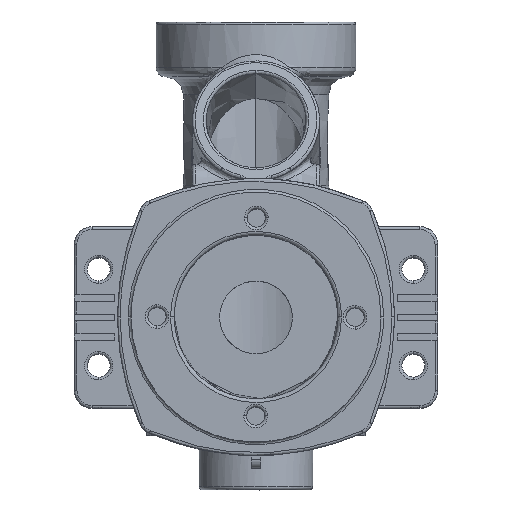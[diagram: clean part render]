
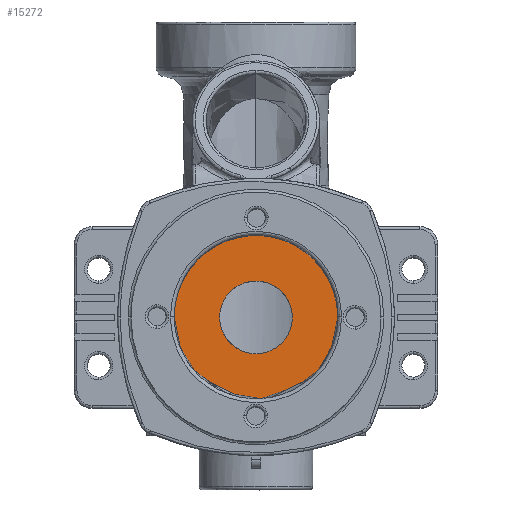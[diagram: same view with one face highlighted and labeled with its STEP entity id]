
A CAD part, top view. The second image highlights one B-rep face of the part: STEP entity #15272.
In plain terms, the highlighted free-form (B-spline) face has degree [1, 1] with [2, 2] control points.
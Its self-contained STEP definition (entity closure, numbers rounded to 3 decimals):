
#2225 = VERTEX_POINT('',#2226);
#2226 = CARTESIAN_POINT('',(-283.458,0.,425.187));
#2231 = EDGE_CURVE('',#2225,#2232,#2234,.T.);
#2232 = VERTEX_POINT('',#2233);
#2233 = CARTESIAN_POINT('',(283.458,0.,425.187));
#2234 = ( BOUNDED_CURVE() B_SPLINE_CURVE(2,(#2235,#2236,#2237,#2238,
#2239),.UNSPECIFIED.,.F.,.F.) B_SPLINE_CURVE_WITH_KNOTS((3,2,3),(0.,
1.571,3.142),.PIECEWISE_BEZIER_KNOTS.) CURVE() 
GEOMETRIC_REPRESENTATION_ITEM() RATIONAL_B_SPLINE_CURVE((1.,
0.707,1.,0.707,1.)) REPRESENTATION_ITEM('') );
#2235 = CARTESIAN_POINT('',(-283.458,0.,425.187));
#2236 = CARTESIAN_POINT('',(-283.458,-283.458,
    425.187));
#2237 = CARTESIAN_POINT('',(0.,-283.458,
    425.187));
#2238 = CARTESIAN_POINT('',(283.458,-283.458,
    425.187));
#2239 = CARTESIAN_POINT('',(283.458,0.,
    425.187));
#15253 = EDGE_CURVE('',#2232,#2225,#15254,.T.);
#15254 = ( BOUNDED_CURVE() B_SPLINE_CURVE(2,(#15255,#15256,#15257,#15258
,#15259),.UNSPECIFIED.,.F.,.F.) B_SPLINE_CURVE_WITH_KNOTS((3,2,3),(0.,
1.571,3.142),.PIECEWISE_BEZIER_KNOTS.) CURVE() 
GEOMETRIC_REPRESENTATION_ITEM() RATIONAL_B_SPLINE_CURVE((1.,
0.707,1.,0.707,1.)) REPRESENTATION_ITEM('') );
#15255 = CARTESIAN_POINT('',(283.458,0.,425.187));
#15256 = CARTESIAN_POINT('',(283.458,283.458,
    425.187));
#15257 = CARTESIAN_POINT('',(0.,283.458,
    425.187));
#15258 = CARTESIAN_POINT('',(-283.458,283.458,
    425.187));
#15259 = CARTESIAN_POINT('',(-283.458,0.,
    425.187));
#15272 = ADVANCED_FACE('',(#15273,#15277),#15299,.T.);
#15273 = FACE_BOUND('',#15274,.F.);
#15274 = EDGE_LOOP('',(#15275,#15276));
#15275 = ORIENTED_EDGE('',*,*,#2231,.F.);
#15276 = ORIENTED_EDGE('',*,*,#15253,.F.);
#15277 = FACE_BOUND('',#15278,.F.);
#15278 = EDGE_LOOP('',(#15279,#15291));
#15279 = ORIENTED_EDGE('',*,*,#15280,.T.);
#15280 = EDGE_CURVE('',#15281,#15283,#15285,.T.);
#15281 = VERTEX_POINT('',#15282);
#15282 = CARTESIAN_POINT('',(0.,-125.981,425.187));
#15283 = VERTEX_POINT('',#15284);
#15284 = CARTESIAN_POINT('',(0.,125.981,425.187));
#15285 = ( BOUNDED_CURVE() B_SPLINE_CURVE(2,(#15286,#15287,#15288,#15289
,#15290),.UNSPECIFIED.,.F.,.F.) B_SPLINE_CURVE_WITH_KNOTS((3,2,3),(0.,
1.571,3.142),.PIECEWISE_BEZIER_KNOTS.) CURVE() 
GEOMETRIC_REPRESENTATION_ITEM() RATIONAL_B_SPLINE_CURVE((1.,
0.707,1.,0.707,1.)) REPRESENTATION_ITEM('') );
#15286 = CARTESIAN_POINT('',(0.,-125.981,425.187));
#15287 = CARTESIAN_POINT('',(125.981,-125.981,
    425.187));
#15288 = CARTESIAN_POINT('',(125.981,0.,
    425.187));
#15289 = CARTESIAN_POINT('',(125.981,125.981,
    425.187));
#15290 = CARTESIAN_POINT('',(0.,125.981,
    425.187));
#15291 = ORIENTED_EDGE('',*,*,#15292,.T.);
#15292 = EDGE_CURVE('',#15283,#15281,#15293,.T.);
#15293 = ( BOUNDED_CURVE() B_SPLINE_CURVE(2,(#15294,#15295,#15296,#15297
,#15298),.UNSPECIFIED.,.F.,.F.) B_SPLINE_CURVE_WITH_KNOTS((3,2,3),(0.,
1.571,3.142),.PIECEWISE_BEZIER_KNOTS.) CURVE() 
GEOMETRIC_REPRESENTATION_ITEM() RATIONAL_B_SPLINE_CURVE((1.,
0.707,1.,0.707,1.)) REPRESENTATION_ITEM('') );
#15294 = CARTESIAN_POINT('',(0.,125.981,425.187));
#15295 = CARTESIAN_POINT('',(-125.981,125.981,
    425.187));
#15296 = CARTESIAN_POINT('',(-125.981,0.,
    425.187));
#15297 = CARTESIAN_POINT('',(-125.981,-125.981,
    425.187));
#15298 = CARTESIAN_POINT('',(0.,-125.981,
    425.187));
#15299 = B_SPLINE_SURFACE_WITH_KNOTS('',1,1,(
    (#15300,#15301)
    ,(#15302,#15303
    )),.UNSPECIFIED.,.F.,.F.,.F.,(2,2),(2,2),(-228.6,228.6),(-228.6,
    228.6),.PIECEWISE_BEZIER_KNOTS.);
#15300 = CARTESIAN_POINT('',(283.458,283.458,
    425.187));
#15301 = CARTESIAN_POINT('',(283.458,-283.458,
    425.187));
#15302 = CARTESIAN_POINT('',(-283.458,283.458,
    425.187));
#15303 = CARTESIAN_POINT('',(-283.458,-283.458,
    425.187));
